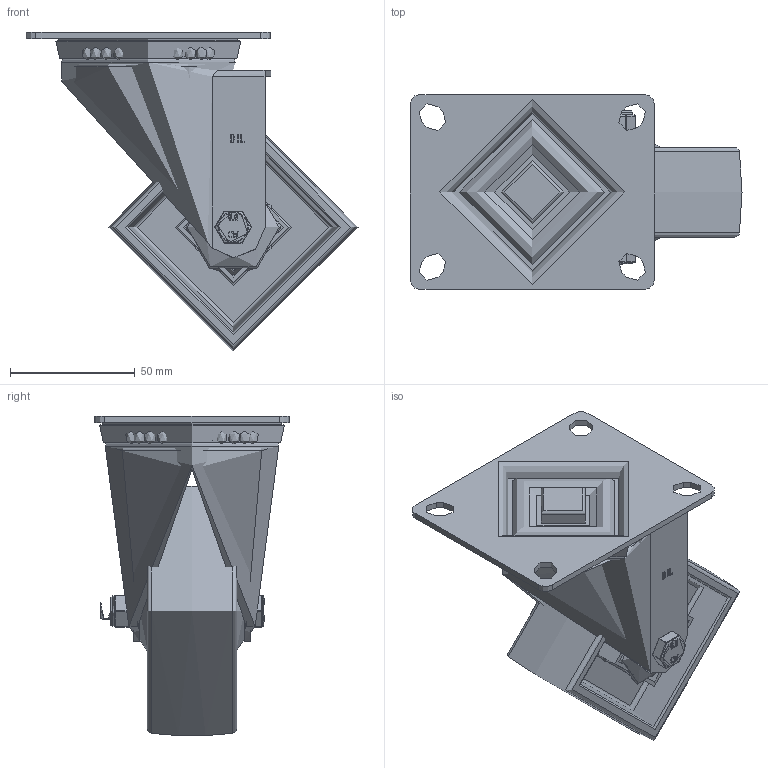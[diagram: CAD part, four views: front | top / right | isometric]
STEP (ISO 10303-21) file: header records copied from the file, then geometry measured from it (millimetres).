
FILE_DESCRIPTION(/* description */ (''),/* implementation_level */ '2;1');
FILE_NAME(/* name */ 'BZGMM100NYBJ.step',/* time_stamp */ '2024-05-28T14:10:58+01:00',/* author */ (''),/* organization */ (''),/* preprocessor_version */ 'ST-DEVELOPER v20',/* originating_system */ 'Autodesk Translation Framework v13.14.0.145',/* authorisation */ '');
FILE_SCHEMA (('AUTOMOTIVE_DESIGN { 1 0 10303 214 3 1 1 }'));
Length unit declared in the file: millimetre
Products named in the file (28): BZGMM100NYBJ; BZGMM100AS - 2 - 42 v1; ZINC PLATED, PRESSED STEEL TOP PLATE; ZINC PLATED, PRESSED STEEL TOP PLATE Geometry; Pattern; Component2; ZINC PLATED, PRESSED STEEL FORKS; BEARING SEAL; BZMM100WNYBJM8 v1; BZMM100WNYBJ; NYLON WHEEL; BEARING 6202; METAL; METAL2; Pattern (1); Component1; MIDDLE; RUBBER; RUBBER2; HUBCAPM8X42; HUBCAPM8X42 (1); NYLON WHEEL HUB CAP; HEXBOLTM8X60Z8.8 - NEW v2; GRADE 8.8 ZINC PLATED BOLT; NYLOCM8Z v1; NYLOC NUT; NUT; RUBBER (1)
Assembly tree (62 placements, depth 6):
  BZGMM100NYBJ
    BZGMM100AS - 2 - 42 v1
      ZINC PLATED, PRESSED STEEL TOP PLATE
        ZINC PLATED, PRESSED STEEL TOP PLATE Geometry
        Pattern
          Component2  x28
      ZINC PLATED, PRESSED STEEL FORKS
      BEARING SEAL
    BZMM100WNYBJM8 v1
      BZMM100WNYBJ
        NYLON WHEEL
        BEARING 6202
          METAL
          METAL2
          Pattern (1)
            Component1  x8
          MIDDLE
          RUBBER
          RUBBER2
      HUBCAPM8X42
        NYLON WHEEL HUB CAP
      HUBCAPM8X42 (1)
        NYLON WHEEL HUB CAP
    HEXBOLTM8X60Z8.8 - NEW v2
      GRADE 8.8 ZINC PLATED BOLT
    NYLOCM8Z v1
      NYLOC NUT
        NUT
        RUBBER (1)
Bounding box: 133 x 78 x 127.89 mm (x, y, z)
Volume: 232342.2 mm3; surface area: 116512.9 mm2
Topology: 50 solids, 50 shells, 772 faces, 1885 edges, 1226 vertices
Faces by surface type: plane 277, cylinder 190, bspline 181, sphere 76, torus 35, cone 13
Full cylindrical faces by diameter (mm): 0.664 x2, 6.446 x9, 7.866 x15, 8 x2, 8.2 x4, 8.6 x2, 12 x1, 12.1 x1, 14.9 x2, 15 x1, 18 x1, 19 x2, 20 x4, 22.5 x2, 23 x2, 25 x4, 26 x1, 28 x2, 30 x6, 30.5 x2, 31 x4, 32 x1, 32.5 x2, 35 x2, 36 x2, 38 x2, 40 x2, 44.5 x2, 47 x1, 64.5 x1
Entity records: 28786 total; most frequent: CARTESIAN_POINT 12079, ORIENTED_EDGE 3434, DIRECTION 2942, EDGE_CURVE 1717, VERTEX_POINT 1130, AXIS2_PLACEMENT_3D 1099, EDGE_LOOP 867, LINE 744
